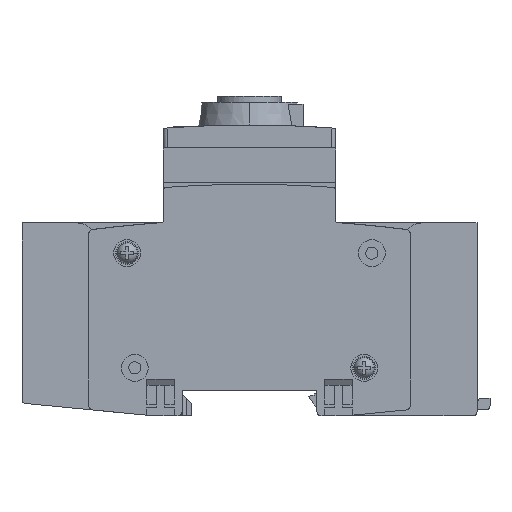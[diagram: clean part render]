
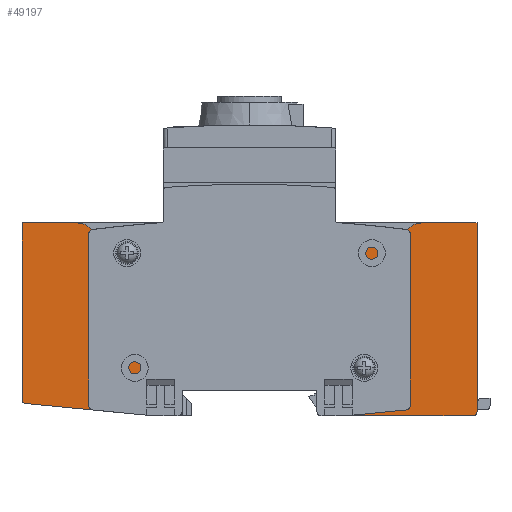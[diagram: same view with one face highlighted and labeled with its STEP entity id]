
A CAD part, left-side view. The second image highlights one B-rep face of the part: STEP entity #49197.
In plain terms, the highlighted planar face has unit normal (-1, 0, 0).
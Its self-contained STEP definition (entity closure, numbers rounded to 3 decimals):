
#49197=ADVANCED_FACE('',(#88739),#88740,.T.);
#51155=VERTEX_POINT('',#90838);
#51159=VERTEX_POINT('',#90842);
#51161=EDGE_CURVE('',#51155,#51159,#90844,.T.);
#51839=VERTEX_POINT('',#91522);
#51843=VERTEX_POINT('',#91526);
#51845=EDGE_CURVE('',#51839,#51843,#91528,.T.);
#51965=VERTEX_POINT('',#91648);
#51967=EDGE_CURVE('',#51839,#51965,#91650,.T.);
#51979=VERTEX_POINT('',#91662);
#51983=EDGE_CURVE('',#51979,#51965,#91666,.T.);
#52137=VERTEX_POINT('',#91820);
#52141=EDGE_CURVE('',#51979,#52137,#91824,.T.);
#52149=VERTEX_POINT('',#91832);
#52151=EDGE_CURVE('',#52149,#51843,#91834,.T.);
#52163=VERTEX_POINT('',#91846);
#52165=EDGE_CURVE('',#52137,#52163,#91848,.T.);
#52167=VERTEX_POINT('',#91850);
#52169=EDGE_CURVE('',#52163,#52167,#91852,.T.);
#52171=VERTEX_POINT('',#91854);
#52173=EDGE_CURVE('',#52167,#52171,#91856,.T.);
#52175=VERTEX_POINT('',#91858);
#52177=EDGE_CURVE('',#52175,#52171,#91860,.T.);
#52179=VERTEX_POINT('',#91862);
#52181=EDGE_CURVE('',#52179,#52175,#91864,.T.);
#52183=VERTEX_POINT('',#91866);
#52185=EDGE_CURVE('',#52183,#52179,#91868,.T.);
#52187=VERTEX_POINT('',#91870);
#52189=EDGE_CURVE('',#52183,#52187,#91872,.T.);
#52191=VERTEX_POINT('',#91874);
#52193=EDGE_CURVE('',#52187,#52191,#91876,.T.);
#52195=VERTEX_POINT('',#91878);
#52197=EDGE_CURVE('',#52191,#52195,#91880,.T.);
#52199=VERTEX_POINT('',#91882);
#52201=EDGE_CURVE('',#52195,#52199,#91884,.T.);
#52203=VERTEX_POINT('',#91886);
#52205=EDGE_CURVE('',#52199,#52203,#91888,.T.);
#52207=VERTEX_POINT('',#91890);
#52209=EDGE_CURVE('',#52203,#52207,#91892,.T.);
#52211=VERTEX_POINT('',#91894);
#52213=EDGE_CURVE('',#52207,#52211,#91896,.T.);
#52215=VERTEX_POINT('',#91898);
#52217=EDGE_CURVE('',#52211,#52215,#91900,.T.);
#52219=VERTEX_POINT('',#91902);
#52221=EDGE_CURVE('',#52215,#52219,#91904,.T.);
#52223=EDGE_CURVE('',#52219,#51159,#91906,.T.);
#52225=VERTEX_POINT('',#91908);
#52227=EDGE_CURVE('',#52225,#51155,#91910,.T.);
#52229=VERTEX_POINT('',#91912);
#52231=EDGE_CURVE('',#52229,#52225,#91914,.T.);
#52233=VERTEX_POINT('',#91916);
#52235=EDGE_CURVE('',#52229,#52233,#91918,.T.);
#52237=VERTEX_POINT('',#91920);
#52239=EDGE_CURVE('',#52233,#52237,#91922,.T.);
#52241=EDGE_CURVE('',#52237,#52149,#91924,.T.);
#88739=FACE_OUTER_BOUND('',#143579,.T.);
#88740=PLANE('',#143580);
#90838=CARTESIAN_POINT('',(6.05,3.4,50.4));
#90842=CARTESIAN_POINT('',(6.05,3.4,1.0));
#90844=LINE('',#146613,#146614);
#91522=CARTESIAN_POINT('',(6.05,41.45,59.729));
#91526=CARTESIAN_POINT('',(6.05,41.45,55.5));
#91528=LINE('',#147648,#147649);
#91648=CARTESIAN_POINT('',(6.05,84.35,59.729));
#91650=CIRCLE('',#147836,299.997);
#91662=CARTESIAN_POINT('',(6.05,84.35,55.5));
#91666=LINE('',#147882,#147883);
#91820=CARTESIAN_POINT('',(6.05,85.4,55.5));
#91824=LINE('',#148155,#148156);
#91832=CARTESIAN_POINT('',(6.05,40.4,55.5));
#91834=LINE('',#148171,#148172);
#91846=CARTESIAN_POINT('',(6.05,85.4,50.966));
#91848=LINE('',#148195,#148196);
#91850=CARTESIAN_POINT('',(6.05,85.864,50.468));
#91852=CIRCLE('',#148201,0.5);
#91854=CARTESIAN_POINT('',(6.05,104.176,48.648));
#91856=CIRCLE('',#148206,325.0);
#91858=CARTESIAN_POINT('',(6.05,107.977,50.4));
#91860=CIRCLE('',#148211,5.0);
#91862=CARTESIAN_POINT('',(6.05,122.4,50.4));
#91864=LINE('',#148216,#148217);
#91866=CARTESIAN_POINT('',(6.05,122.4,4.173));
#91868=LINE('',#148222,#148223);
#91870=CARTESIAN_POINT('',(6.05,121.496,3.177));
#91872=CIRCLE('',#148228,1.0);
#91874=CARTESIAN_POINT('',(6.05,88.5,0.0));
#91876=LINE('',#148233,#148234);
#91878=CARTESIAN_POINT('',(6.05,80.5,0.0));
#91880=LINE('',#148239,#148240);
#91882=CARTESIAN_POINT('',(6.05,80.5,6.501));
#91884=LINE('',#148245,#148246);
#91886=CARTESIAN_POINT('',(6.05,45.22,6.501));
#91888=LINE('',#148251,#148252);
#91890=CARTESIAN_POINT('',(6.05,44.727,6.088));
#91892=CIRCLE('',#148257,0.5);
#91894=CARTESIAN_POINT('',(6.05,43.8,0.826));
#91896=LINE('',#148262,#148263);
#91898=CARTESIAN_POINT('',(6.05,42.815,0.0));
#91900=CIRCLE('',#148268,1.0);
#91902=CARTESIAN_POINT('',(6.05,4.4,0.0));
#91904=LINE('',#148273,#148274);
#91906=CIRCLE('',#148277,1.0);
#91908=CARTESIAN_POINT('',(6.05,17.823,50.4));
#91910=LINE('',#148282,#148283);
#91912=CARTESIAN_POINT('',(6.05,21.624,48.648));
#91914=CIRCLE('',#148288,5.0);
#91916=CARTESIAN_POINT('',(6.05,39.935,50.468));
#91918=CIRCLE('',#148293,325.0);
#91920=CARTESIAN_POINT('',(6.05,40.4,50.966));
#91922=CIRCLE('',#148298,0.5);
#91924=LINE('',#148301,#148302);
#143579=EDGE_LOOP('',(#191970,#191971,#191972,#191973,#191974,#191975,#191976,#191977,#191978,#191979,#191980,#191981,#191982,#191983,#191984,#191985,#191986,#191987,#191988,#191989,#191990,#191991,#191992,#191993,#191994,#191995,#191996));
#143580=AXIS2_PLACEMENT_3D('',#191997,#191998,#191999);
#146613=CARTESIAN_POINT('',(6.05,3.4,50.4));
#146614=VECTOR('',#194019,49.4);
#147648=CARTESIAN_POINT('',(6.05,41.45,59.729));
#147649=VECTOR('',#194339,4.229);
#147836=AXIS2_PLACEMENT_3D('',#194407,#194408,#194409);
#147882=CARTESIAN_POINT('',(6.05,84.35,55.5));
#147883=VECTOR('',#194414,4.229);
#148155=CARTESIAN_POINT('',(6.05,77.9,55.5));
#148156=VECTOR('',#194483,7.5);
#148171=CARTESIAN_POINT('',(6.05,40.4,55.5));
#148172=VECTOR('',#194486,7.5);
#148195=CARTESIAN_POINT('',(6.05,85.4,55.5));
#148196=VECTOR('',#194491,4.534);
#148201=AXIS2_PLACEMENT_3D('',#194492,#194493,#194494);
#148206=AXIS2_PLACEMENT_3D('',#194495,#194496,#194497);
#148211=AXIS2_PLACEMENT_3D('',#194498,#194499,#194500);
#148216=CARTESIAN_POINT('',(6.05,122.4,50.4));
#148217=VECTOR('',#194501,14.423);
#148222=CARTESIAN_POINT('',(6.05,122.4,4.173));
#148223=VECTOR('',#194502,46.227);
#148228=AXIS2_PLACEMENT_3D('',#194503,#194504,#194505);
#148233=CARTESIAN_POINT('',(6.05,121.496,3.177));
#148234=VECTOR('',#194506,33.148);
#148239=CARTESIAN_POINT('',(6.05,88.5,0.0));
#148240=VECTOR('',#194507,8.);
#148245=CARTESIAN_POINT('',(6.05,80.5,0.0));
#148246=VECTOR('',#194508,6.501);
#148251=CARTESIAN_POINT('',(6.05,80.5,6.501));
#148252=VECTOR('',#194509,35.28);
#148257=AXIS2_PLACEMENT_3D('',#194510,#194511,#194512);
#148262=CARTESIAN_POINT('',(6.05,44.727,6.088));
#148263=VECTOR('',#194513,5.343);
#148268=AXIS2_PLACEMENT_3D('',#194514,#194515,#194516);
#148273=CARTESIAN_POINT('',(6.05,42.815,0.0));
#148274=VECTOR('',#194517,38.415);
#148277=AXIS2_PLACEMENT_3D('',#194518,#194519,#194520);
#148282=CARTESIAN_POINT('',(6.05,17.823,50.4));
#148283=VECTOR('',#194521,14.423);
#148288=AXIS2_PLACEMENT_3D('',#194522,#194523,#194524);
#148293=AXIS2_PLACEMENT_3D('',#194525,#194526,#194527);
#148298=AXIS2_PLACEMENT_3D('',#194528,#194529,#194530);
#148301=CARTESIAN_POINT('',(6.05,40.4,50.966));
#148302=VECTOR('',#194531,4.534);
#191970=ORIENTED_EDGE('',*,*,#51983,.F.);
#191971=ORIENTED_EDGE('',*,*,#52141,.T.);
#191972=ORIENTED_EDGE('',*,*,#52165,.T.);
#191973=ORIENTED_EDGE('',*,*,#52169,.T.);
#191974=ORIENTED_EDGE('',*,*,#52173,.T.);
#191975=ORIENTED_EDGE('',*,*,#52177,.F.);
#191976=ORIENTED_EDGE('',*,*,#52181,.F.);
#191977=ORIENTED_EDGE('',*,*,#52185,.F.);
#191978=ORIENTED_EDGE('',*,*,#52189,.T.);
#191979=ORIENTED_EDGE('',*,*,#52193,.T.);
#191980=ORIENTED_EDGE('',*,*,#52197,.T.);
#191981=ORIENTED_EDGE('',*,*,#52201,.T.);
#191982=ORIENTED_EDGE('',*,*,#52205,.T.);
#191983=ORIENTED_EDGE('',*,*,#52209,.T.);
#191984=ORIENTED_EDGE('',*,*,#52213,.T.);
#191985=ORIENTED_EDGE('',*,*,#52217,.T.);
#191986=ORIENTED_EDGE('',*,*,#52221,.T.);
#191987=ORIENTED_EDGE('',*,*,#52223,.T.);
#191988=ORIENTED_EDGE('',*,*,#51161,.F.);
#191989=ORIENTED_EDGE('',*,*,#52227,.F.);
#191990=ORIENTED_EDGE('',*,*,#52231,.F.);
#191991=ORIENTED_EDGE('',*,*,#52235,.T.);
#191992=ORIENTED_EDGE('',*,*,#52239,.T.);
#191993=ORIENTED_EDGE('',*,*,#52241,.T.);
#191994=ORIENTED_EDGE('',*,*,#52151,.T.);
#191995=ORIENTED_EDGE('',*,*,#51845,.F.);
#191996=ORIENTED_EDGE('',*,*,#51967,.T.);
#191997=CARTESIAN_POINT('',(6.05,62.9,0.0));
#191998=DIRECTION('',(-1.0,0.0,0.0));
#191999=DIRECTION('',(0.0,1.0,0.0));
#194019=DIRECTION('',(0.0,0.0,-1.0));
#194339=DIRECTION('',(0.0,0.,-1.0));
#194407=CARTESIAN_POINT('',(6.05,62.9,-239.5));
#194408=DIRECTION('',(-1.0,0.0,0.0));
#194409=DIRECTION('',(0.0,-0.072,0.997));
#194414=DIRECTION('',(0.0,0.0,1.0));
#194483=DIRECTION('',(0.0,1.0,0.0));
#194486=DIRECTION('',(0.0,1.0,0.0));
#194491=DIRECTION('',(0.0,0.0,-1.0));
#194492=CARTESIAN_POINT('',(6.05,85.9,50.966));
#194493=DIRECTION('',(1.0,0.0,0.0));
#194494=DIRECTION('',(0.0,-1.0,0.0));
#194495=CARTESIAN_POINT('',(6.05,62.9,-273.72));
#194496=DIRECTION('',(-1.0,0.0,0.0));
#194497=DIRECTION('',(0.0,0.071,0.998));
#194498=CARTESIAN_POINT('',(6.05,107.977,45.4));
#194499=DIRECTION('',(1.0,0.0,-0.0));
#194500=DIRECTION('',(0.0,0.0,1.0));
#194501=DIRECTION('',(0.0,-1.0,0.0));
#194502=DIRECTION('',(0.0,0.0,1.0));
#194503=CARTESIAN_POINT('',(6.05,121.4,4.173));
#194504=DIRECTION('',(-1.0,0.0,0.0));
#194505=DIRECTION('',(0.0,1.0,0.0));
#194506=DIRECTION('',(0.0,-0.995,-0.096));
#194507=DIRECTION('',(0.0,-1.0,0.0));
#194508=DIRECTION('',(0.0,0.0,1.0));
#194509=DIRECTION('',(0.0,-1.0,0.0));
#194510=CARTESIAN_POINT('',(6.05,45.22,6.001));
#194511=DIRECTION('',(1.0,0.0,-0.0));
#194512=DIRECTION('',(0.0,0.0,1.0));
#194513=DIRECTION('',(0.0,-0.174,-0.985));
#194514=CARTESIAN_POINT('',(6.05,42.815,1.0));
#194515=DIRECTION('',(-1.0,0.0,0.0));
#194516=DIRECTION('',(0.0,0.985,-0.174));
#194517=DIRECTION('',(0.0,-1.0,0.0));
#194518=CARTESIAN_POINT('',(6.05,4.4,1.0));
#194519=DIRECTION('',(-1.0,0.0,0.0));
#194520=DIRECTION('',(0.0,0.0,-1.0));
#194521=DIRECTION('',(0.0,-1.0,0.0));
#194522=CARTESIAN_POINT('',(6.05,17.823,45.4));
#194523=DIRECTION('',(1.0,0.0,-0.0));
#194524=DIRECTION('',(0.0,0.76,0.65));
#194525=CARTESIAN_POINT('',(6.05,62.9,-273.72));
#194526=DIRECTION('',(-1.0,0.0,0.0));
#194527=DIRECTION('',(0.0,-0.127,0.992));
#194528=CARTESIAN_POINT('',(6.05,39.9,50.966));
#194529=DIRECTION('',(1.0,0.0,0.0));
#194530=DIRECTION('',(0.0,0.071,-0.998));
#194531=DIRECTION('',(0.0,0.0,1.0));
